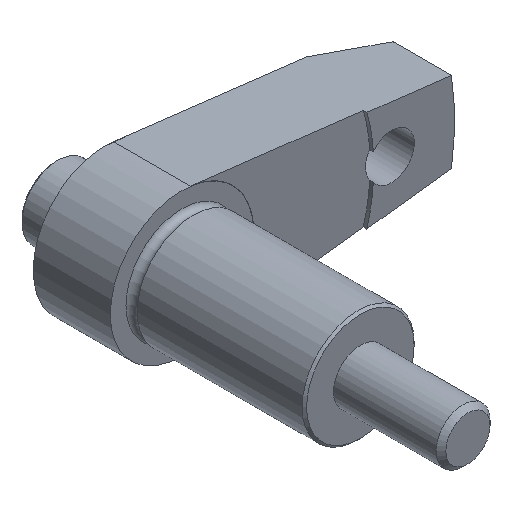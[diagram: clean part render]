
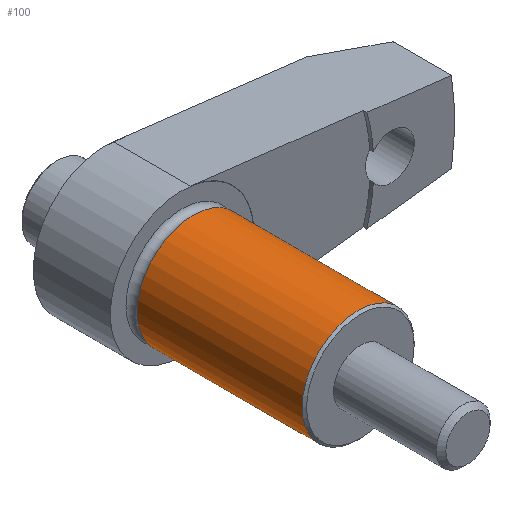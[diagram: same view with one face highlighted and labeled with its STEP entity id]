
A CAD part, isometric view. The second image highlights one B-rep face of the part: STEP entity #100.
In plain terms, the highlighted cylindrical face has radius 12.5 mm (diameter 25 mm), a full revolution.
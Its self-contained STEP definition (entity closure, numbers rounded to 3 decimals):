
#100 = ADVANCED_FACE( '', ( #215, #216 ), #217, .T. );
#215 = FACE_OUTER_BOUND( '', #334, .T. );
#216 = FACE_OUTER_BOUND( '', #335, .T. );
#217 = CYLINDRICAL_SURFACE( '', #336, 12.5 );
#334 = EDGE_LOOP( '', ( #539 ) );
#335 = EDGE_LOOP( '', ( #540 ) );
#336 = AXIS2_PLACEMENT_3D( '', #541, #542, #543 );
#539 = ORIENTED_EDGE( '', *, *, #627, .F. );
#540 = ORIENTED_EDGE( '', *, *, #651, .T. );
#541 = CARTESIAN_POINT( '', ( 0., 29., 0. ) );
#542 = DIRECTION( '', ( 0., -1., 0. ) );
#543 = DIRECTION( '', ( 0., 0., 1. ) );
#627 = EDGE_CURVE( '', #726, #726, #727, .T. );
#651 = EDGE_CURVE( '', #765, #765, #766, .T. );
#726 = VERTEX_POINT( '', #868 );
#727 = CIRCLE( '', #869, 12.5 );
#765 = VERTEX_POINT( '', #949 );
#766 = CIRCLE( '', #950, 12.5 );
#868 = CARTESIAN_POINT( '', ( 0., -1.7, 12.5 ) );
#869 = AXIS2_PLACEMENT_3D( '', #1080, #1081, #1082 );
#949 = CARTESIAN_POINT( '', ( 0., -38.5, 12.5 ) );
#950 = AXIS2_PLACEMENT_3D( '', #1121, #1122, #1123 );
#1080 = CARTESIAN_POINT( '', ( 0., -1.7, 0. ) );
#1081 = DIRECTION( '', ( 0., 1., 0. ) );
#1082 = DIRECTION( '', ( 0., 0., 1. ) );
#1121 = CARTESIAN_POINT( '', ( 0., -38.5, 0. ) );
#1122 = DIRECTION( '', ( 0., 1., 0. ) );
#1123 = DIRECTION( '', ( 0., 0., 1. ) );
